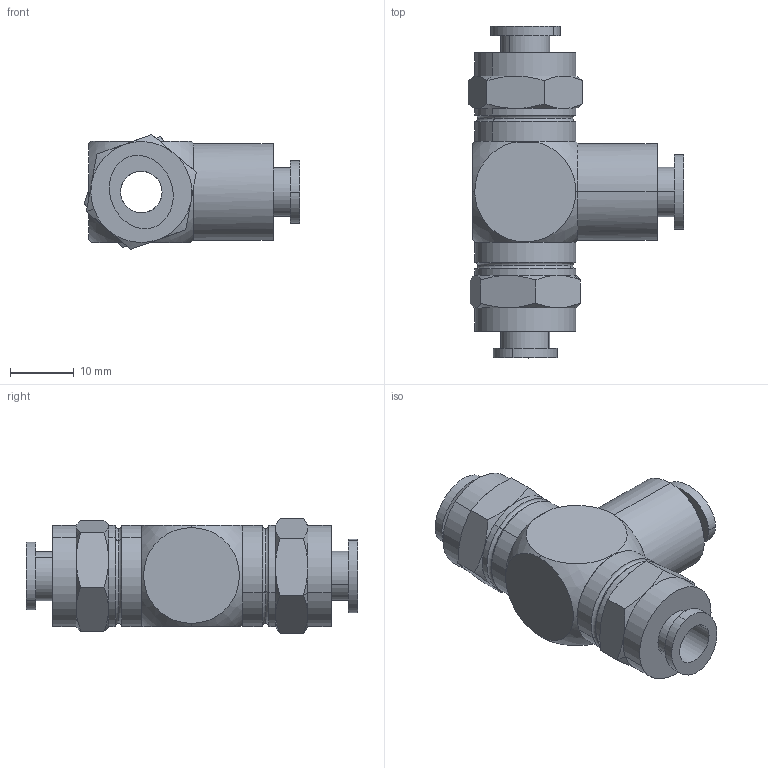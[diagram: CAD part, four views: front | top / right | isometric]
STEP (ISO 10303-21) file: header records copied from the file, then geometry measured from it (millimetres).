
FILE_DESCRIPTION (( 'STEP AP214' ), '1' );
FILE_NAME ('SV14.step', '2018-10-25T18:32:47', ( '' ), ( '' ), 'SwSTEP 2.0', 'SolidWorks 2018', '' );
FILE_SCHEMA (( 'AUTOMOTIVE_DESIGN' ));
Length unit declared in the file: inch
Products named in the file (1): SV14
Bounding box: 33.91 x 52.15 x 18.03 mm (x, y, z)
Volume: 10467.5 mm3; surface area: 7117.4 mm2
Topology: 3 solids, 3 shells, 122 faces, 268 edges, 162 vertices
Faces by surface type: cylinder 39, plane 34, cone 32, torus 11, bspline 6
Entity records: 5570 total; most frequent: CARTESIAN_POINT 1317, DIRECTION 546, ORIENTED_EDGE 536, EDGE_CURVE 268, AXIS2_PLACEMENT_3D 239, VERTEX_POINT 162, EDGE_LOOP 140, LENGTH_MEASURE_WITH_UNIT 127
